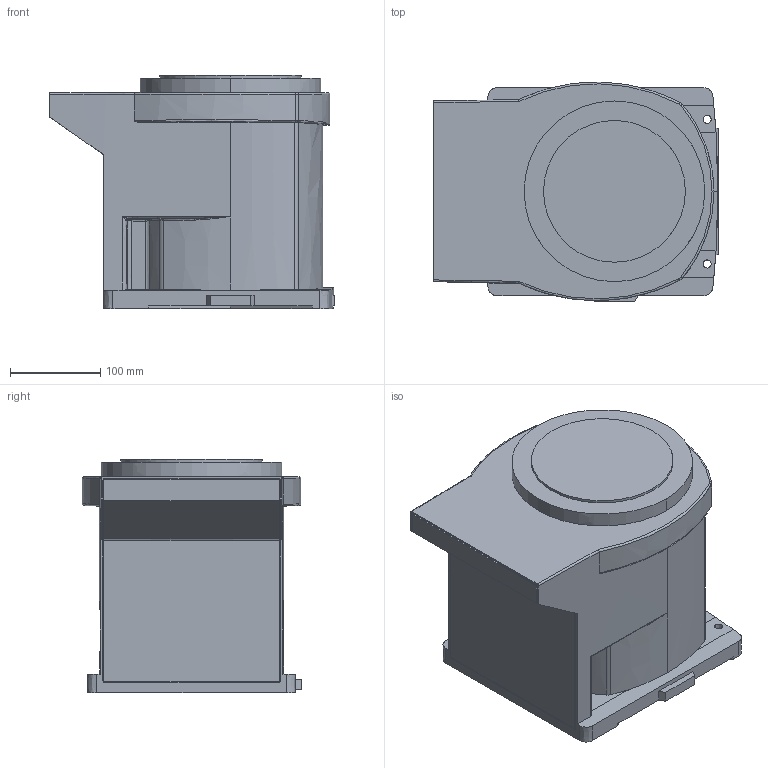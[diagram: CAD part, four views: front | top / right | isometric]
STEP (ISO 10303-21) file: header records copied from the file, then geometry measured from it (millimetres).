
FILE_DESCRIPTION (( 'STEP AP214' ), '1' );
FILE_NAME ('6SL_Base.STEP', '2021-06-29T16:50:15', ( '' ), ( '' ), 'SwSTEP 2.0', 'SolidWorks 2018', '' );
FILE_SCHEMA (( 'AUTOMOTIVE_DESIGN' ));
Length unit declared in the file: millimetre
Products named in the file (5): RV-6S_CONBOX_COVER^RV-6S_CONBOX_ASSY_ASM_Base_rv-6sl_arm; RV-6S_BASE^Base_rv-6sl_arm; Base^rv-6sl_arm; 6SL_Base; RV-6S_CONBOX_ASSY_ASM^Base_rv-6sl_arm
Assembly tree (4 placements, depth 4):
  6SL_Base
    Base^rv-6sl_arm
      RV-6S_CONBOX_ASSY_ASM^Base_rv-6sl_arm
        RV-6S_CONBOX_COVER^RV-6S_CONBOX_ASSY_ASM_Base_rv-6sl_arm
      RV-6S_BASE^Base_rv-6sl_arm
Bounding box: 315.1 x 242.97 x 258 mm (x, y, z)
Volume: 8242285.4 mm3; surface area: 572351.6 mm2
Topology: 2 solids, 2 shells, 159 faces, 426 edges, 273 vertices
Faces by surface type: bspline 159
Entity records: 10544 total; most frequent: CARTESIAN_POINT 7120, ORIENTED_EDGE 852, EDGE_CURVE 426, DIRECTION 417, VERTEX_POINT 273, VECTOR 229, LINE 229, EDGE_LOOP 169
